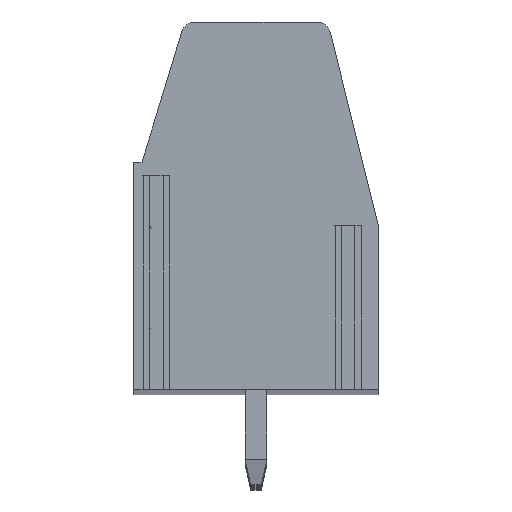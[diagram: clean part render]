
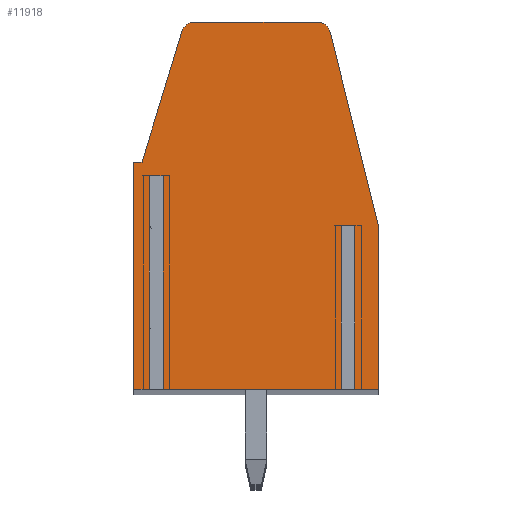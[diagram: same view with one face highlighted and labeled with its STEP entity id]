
A CAD part, top view. The second image highlights one B-rep face of the part: STEP entity #11918.
In plain terms, the highlighted planar face has unit normal (0, 0, 1).
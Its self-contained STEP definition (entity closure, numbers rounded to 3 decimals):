
#13=DIRECTION('',(-1.,0.,0.));
#14=VECTOR('',#13,0.503);
#15=CARTESIAN_POINT('',(-3.413,1.1,114.3));
#16=LINE('',#15,#14);
#17=DIRECTION('',(0.,1.,0.));
#18=VECTOR('',#17,7.85);
#19=CARTESIAN_POINT('',(-3.917,-6.75,114.3));
#20=LINE('',#19,#18);
#21=DIRECTION('',(1.,0.,0.));
#22=VECTOR('',#21,0.583);
#23=CARTESIAN_POINT('',(-4.5,-6.75,114.3));
#24=LINE('',#23,#22);
#25=DIRECTION('',(0.,-1.,0.));
#26=VECTOR('',#25,8.35);
#27=CARTESIAN_POINT('',(-4.5,1.6,114.3));
#28=LINE('',#27,#26);
#29=DIRECTION('',(-1.,0.,0.));
#30=VECTOR('',#29,0.31);
#31=CARTESIAN_POINT('',(-4.19,1.6,114.3));
#32=LINE('',#31,#30);
#33=DIRECTION('',(-0.292,-0.956,0.));
#34=VECTOR('',#33,5.015);
#35=CARTESIAN_POINT('',(-2.723,6.396,114.3));
#36=LINE('',#35,#34);
#37=CARTESIAN_POINT('',(-2.245,6.25,114.3));
#38=DIRECTION('',(0.,0.,1.));
#39=DIRECTION('',(0.,1.,0.));
#40=AXIS2_PLACEMENT_3D('',#37,#38,#39);
#42=DIRECTION('',(-1.,0.,0.));
#43=VECTOR('',#42,4.489);
#44=CARTESIAN_POINT('',(2.244,6.75,114.3));
#45=LINE('',#44,#43);
#46=CARTESIAN_POINT('',(2.244,6.25,114.3));
#47=DIRECTION('',(0.,0.,1.));
#48=DIRECTION('',(0.97,0.242,0.));
#49=AXIS2_PLACEMENT_3D('',#46,#47,#48);
#51=DIRECTION('',(-0.242,0.97,0.));
#52=VECTOR('',#51,7.318);
#53=CARTESIAN_POINT('',(4.5,-0.73,114.3));
#54=LINE('',#53,#52);
#55=DIRECTION('',(0.,1.,0.));
#56=VECTOR('',#55,6.02);
#57=CARTESIAN_POINT('',(4.5,-6.75,114.3));
#58=LINE('',#57,#56);
#59=DIRECTION('',(1.,0.,0.));
#60=VECTOR('',#59,0.863);
#61=CARTESIAN_POINT('',(3.637,-6.75,114.3));
#62=LINE('',#61,#60);
#63=DIRECTION('',(0.,1.,0.));
#64=VECTOR('',#63,6.02);
#65=CARTESIAN_POINT('',(3.637,-6.75,114.3));
#66=LINE('',#65,#64);
#67=DIRECTION('',(-1.,0.,0.));
#68=VECTOR('',#67,0.503);
#69=CARTESIAN_POINT('',(3.637,-0.73,114.3));
#70=LINE('',#69,#68);
#71=DIRECTION('',(0.,1.,0.));
#72=VECTOR('',#71,6.02);
#73=CARTESIAN_POINT('',(3.133,-6.75,114.3));
#74=LINE('',#73,#72);
#75=DIRECTION('',(1.,0.,0.));
#76=VECTOR('',#75,6.547);
#77=CARTESIAN_POINT('',(-3.413,-6.75,114.3));
#78=LINE('',#77,#76);
#79=DIRECTION('',(0.,1.,0.));
#80=VECTOR('',#79,7.85);
#81=CARTESIAN_POINT('',(-3.413,-6.75,114.3));
#82=LINE('',#81,#80);
#9353=CARTESIAN_POINT('',(4.5,-6.75,114.3));
#9354=CARTESIAN_POINT('',(4.5,-0.73,114.3));
#9355=VERTEX_POINT('',#9353);
#9356=VERTEX_POINT('',#9354);
#9357=CARTESIAN_POINT('',(2.73,6.371,114.3));
#9358=VERTEX_POINT('',#9357);
#9359=CARTESIAN_POINT('',(2.244,6.75,114.3));
#9360=VERTEX_POINT('',#9359);
#9361=CARTESIAN_POINT('',(-2.245,6.75,114.3));
#9362=VERTEX_POINT('',#9361);
#9363=CARTESIAN_POINT('',(-2.723,6.396,114.3));
#9364=VERTEX_POINT('',#9363);
#9365=CARTESIAN_POINT('',(-4.19,1.6,114.3));
#9366=VERTEX_POINT('',#9365);
#9367=CARTESIAN_POINT('',(-4.5,1.6,114.3));
#9368=VERTEX_POINT('',#9367);
#9369=CARTESIAN_POINT('',(-4.5,-6.75,114.3));
#9370=VERTEX_POINT('',#9369);
#9445=CARTESIAN_POINT('',(3.637,-0.73,114.3));
#9446=CARTESIAN_POINT('',(3.133,-0.73,114.3));
#9447=VERTEX_POINT('',#9445);
#9448=VERTEX_POINT('',#9446);
#9449=CARTESIAN_POINT('',(3.133,-6.75,114.3));
#9450=VERTEX_POINT('',#9449);
#9451=CARTESIAN_POINT('',(3.637,-6.75,114.3));
#9452=VERTEX_POINT('',#9451);
#9469=CARTESIAN_POINT('',(-3.413,1.1,114.3));
#9470=CARTESIAN_POINT('',(-3.917,1.1,114.3));
#9471=VERTEX_POINT('',#9469);
#9472=VERTEX_POINT('',#9470);
#9473=CARTESIAN_POINT('',(-3.413,-6.75,114.3));
#9474=VERTEX_POINT('',#9473);
#9475=CARTESIAN_POINT('',(-3.917,-6.75,114.3));
#9476=VERTEX_POINT('',#9475);
#11877=CARTESIAN_POINT('',(0.,0.,114.3));
#11878=DIRECTION('',(0.,0.,1.));
#11879=DIRECTION('',(1.,0.,0.));
#11880=AXIS2_PLACEMENT_3D('',#11877,#11878,#11879);
#11881=PLANE('',#11880);
#11883=ORIENTED_EDGE('',*,*,#11882,.T.);
#11885=ORIENTED_EDGE('',*,*,#11884,.F.);
#11887=ORIENTED_EDGE('',*,*,#11886,.F.);
#11889=ORIENTED_EDGE('',*,*,#11888,.F.);
#11891=ORIENTED_EDGE('',*,*,#11890,.F.);
#11893=ORIENTED_EDGE('',*,*,#11892,.F.);
#11895=ORIENTED_EDGE('',*,*,#11894,.F.);
#11897=ORIENTED_EDGE('',*,*,#11896,.F.);
#11899=ORIENTED_EDGE('',*,*,#11898,.F.);
#11901=ORIENTED_EDGE('',*,*,#11900,.F.);
#11903=ORIENTED_EDGE('',*,*,#11902,.F.);
#11905=ORIENTED_EDGE('',*,*,#11904,.F.);
#11907=ORIENTED_EDGE('',*,*,#11906,.T.);
#11909=ORIENTED_EDGE('',*,*,#11908,.T.);
#11911=ORIENTED_EDGE('',*,*,#11910,.F.);
#11913=ORIENTED_EDGE('',*,*,#11912,.F.);
#11915=ORIENTED_EDGE('',*,*,#11914,.T.);
#11916=EDGE_LOOP('',(#11883,#11885,#11887,#11889,#11891,#11893,#11895,#11897,
#11899,#11901,#11903,#11905,#11907,#11909,#11911,#11913,#11915));
#11917=FACE_OUTER_BOUND('',#11916,.F.);
#41=CIRCLE('',#40,0.5);
#50=CIRCLE('',#49,0.5);
#11882=EDGE_CURVE('',#9471,#9472,#16,.T.);
#11884=EDGE_CURVE('',#9476,#9472,#20,.T.);
#11886=EDGE_CURVE('',#9370,#9476,#24,.T.);
#11888=EDGE_CURVE('',#9368,#9370,#28,.T.);
#11890=EDGE_CURVE('',#9366,#9368,#32,.T.);
#11892=EDGE_CURVE('',#9364,#9366,#36,.T.);
#11894=EDGE_CURVE('',#9362,#9364,#41,.T.);
#11896=EDGE_CURVE('',#9360,#9362,#45,.T.);
#11898=EDGE_CURVE('',#9358,#9360,#50,.T.);
#11900=EDGE_CURVE('',#9356,#9358,#54,.T.);
#11902=EDGE_CURVE('',#9355,#9356,#58,.T.);
#11904=EDGE_CURVE('',#9452,#9355,#62,.T.);
#11906=EDGE_CURVE('',#9452,#9447,#66,.T.);
#11908=EDGE_CURVE('',#9447,#9448,#70,.T.);
#11910=EDGE_CURVE('',#9450,#9448,#74,.T.);
#11912=EDGE_CURVE('',#9474,#9450,#78,.T.);
#11914=EDGE_CURVE('',#9474,#9471,#82,.T.);
#11918=ADVANCED_FACE('',(#11917),#11881,.T.);
